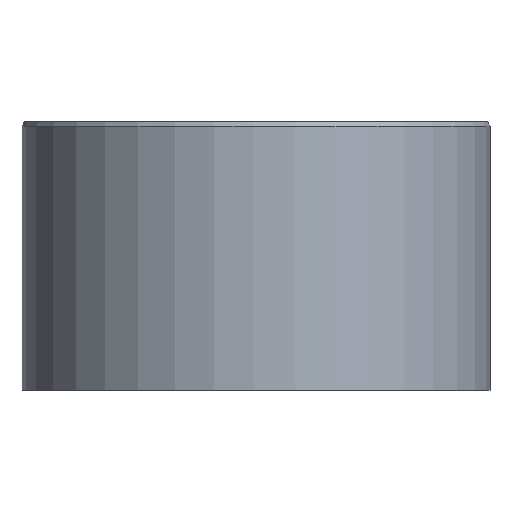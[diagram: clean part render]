
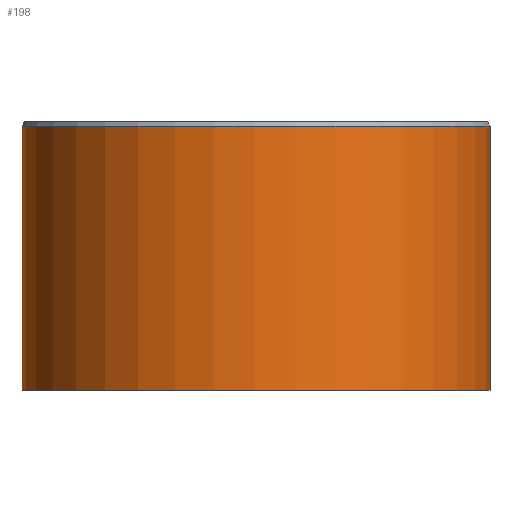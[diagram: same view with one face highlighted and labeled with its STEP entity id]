
A CAD part, front view. The second image highlights one B-rep face of the part: STEP entity #198.
In plain terms, the highlighted cylindrical face has radius 365 mm (diameter 730 mm), a partial arc.
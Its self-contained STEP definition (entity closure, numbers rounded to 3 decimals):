
#1=DIRECTION('',(0.,0.,1.));
#2=VECTOR('',#1,412.072);
#3=CARTESIAN_POINT('',(364.957,-11.526,0.));
#4=LINE('',#3,#2);
#5=DIRECTION('',(0.,0.,-1.));
#6=VECTOR('',#5,412.072);
#7=CARTESIAN_POINT('',(-364.998,-5.899,412.072));
#8=LINE('',#7,#6);
#9=CARTESIAN_POINT('',(0.002,-5.774,412.072));
#10=DIRECTION('',(0.,0.,1.));
#11=DIRECTION('',(-1.,0.,0.));
#12=AXIS2_PLACEMENT_3D('',#9,#10,#11);
#95=CARTESIAN_POINT('',(0.002,-5.774,0.));
#96=DIRECTION('',(0.,0.,1.));
#97=DIRECTION('',(-1.,0.,0.));
#98=AXIS2_PLACEMENT_3D('',#95,#96,#97);
#149=CARTESIAN_POINT('',(-364.998,-5.899,0.));
#150=CARTESIAN_POINT('',(364.957,-11.526,0.));
#151=VERTEX_POINT('',#149);
#152=VERTEX_POINT('',#150);
#153=CARTESIAN_POINT('',(-364.998,-5.899,412.072));
#154=VERTEX_POINT('',#153);
#155=CARTESIAN_POINT('',(364.957,-11.526,412.072));
#156=VERTEX_POINT('',#155);
#183=CARTESIAN_POINT('',(0.002,-5.774,0.));
#184=DIRECTION('',(0.,0.,1.));
#185=DIRECTION('',(0.016,1.,0.));
#186=AXIS2_PLACEMENT_3D('',#183,#184,#185);
#187=CYLINDRICAL_SURFACE('',#186,365.);
#189=ORIENTED_EDGE('',*,*,#188,.F.);
#191=ORIENTED_EDGE('',*,*,#190,.F.);
#193=ORIENTED_EDGE('',*,*,#192,.F.);
#195=ORIENTED_EDGE('',*,*,#194,.T.);
#196=EDGE_LOOP('',(#189,#191,#193,#195));
#197=FACE_OUTER_BOUND('',#196,.F.);
#198=ADVANCED_FACE('',(#197),#187,.T.);
#13=CIRCLE('',#12,365.);
#99=CIRCLE('',#98,365.);
#188=EDGE_CURVE('',#152,#156,#4,.T.);
#190=EDGE_CURVE('',#151,#152,#99,.T.);
#192=EDGE_CURVE('',#154,#151,#8,.T.);
#194=EDGE_CURVE('',#154,#156,#13,.T.);
